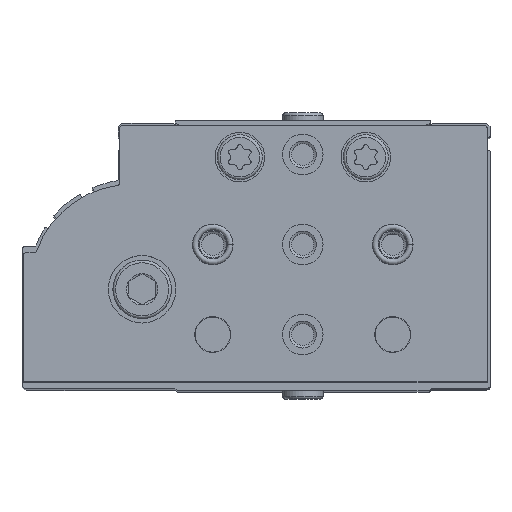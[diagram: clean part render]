
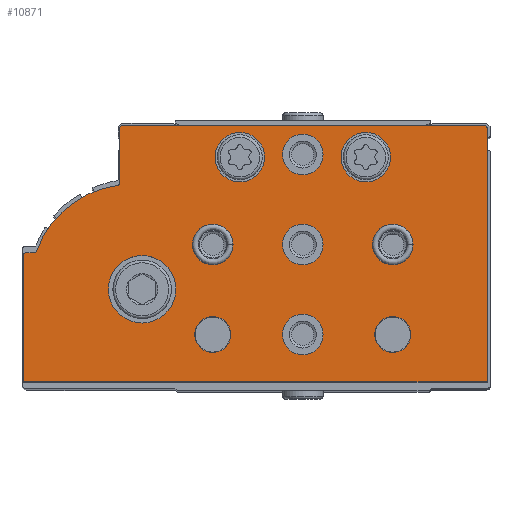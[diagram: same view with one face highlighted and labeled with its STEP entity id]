
A CAD part, top view. The second image highlights one B-rep face of the part: STEP entity #10871.
In plain terms, the highlighted face is planar.
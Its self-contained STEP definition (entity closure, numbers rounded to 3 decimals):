
#1114=LINE('',#18475,#1955);
#1116=LINE('',#18479,#1957);
#1118=LINE('',#18483,#1959);
#1121=LINE('',#18491,#1962);
#1126=LINE('',#18507,#1967);
#1129=LINE('',#18515,#1970);
#1955=VECTOR('',#14945,1000.);
#1957=VECTOR('',#14949,1000.);
#1959=VECTOR('',#14953,1000.);
#1962=VECTOR('',#14962,1000.);
#1967=VECTOR('',#14981,1000.);
#1970=VECTOR('',#14990,1000.);
#4225=ORIENTED_EDGE('',*,*,#6168,.T.);
#4226=ORIENTED_EDGE('',*,*,#6169,.T.);
#4227=ORIENTED_EDGE('',*,*,#6170,.T.);
#4228=ORIENTED_EDGE('',*,*,#6171,.T.);
#4229=ORIENTED_EDGE('',*,*,#6172,.T.);
#4230=ORIENTED_EDGE('',*,*,#6173,.T.);
#4231=ORIENTED_EDGE('',*,*,#6174,.T.);
#4232=ORIENTED_EDGE('',*,*,#6175,.T.);
#4233=ORIENTED_EDGE('',*,*,#6176,.T.);
#4234=ORIENTED_EDGE('',*,*,#6177,.T.);
#4235=ORIENTED_EDGE('',*,*,#6143,.F.);
#4236=ORIENTED_EDGE('',*,*,#6166,.F.);
#4237=ORIENTED_EDGE('',*,*,#6164,.F.);
#4238=ORIENTED_EDGE('',*,*,#6162,.F.);
#4239=ORIENTED_EDGE('',*,*,#6160,.T.);
#4240=ORIENTED_EDGE('',*,*,#6158,.F.);
#4241=ORIENTED_EDGE('',*,*,#6156,.T.);
#4242=ORIENTED_EDGE('',*,*,#6154,.F.);
#4243=ORIENTED_EDGE('',*,*,#6152,.F.);
#4244=ORIENTED_EDGE('',*,*,#6150,.F.);
#4245=ORIENTED_EDGE('',*,*,#6148,.F.);
#4246=ORIENTED_EDGE('',*,*,#6146,.F.);
#6143=EDGE_CURVE('',#7333,#7334,#7983,.T.);
#6146=EDGE_CURVE('',#7334,#7335,#1114,.T.);
#6148=EDGE_CURVE('',#7335,#7336,#1116,.T.);
#6150=EDGE_CURVE('',#7336,#7337,#1118,.T.);
#6152=EDGE_CURVE('',#7337,#7338,#7984,.T.);
#6154=EDGE_CURVE('',#7338,#7339,#1121,.T.);
#6156=EDGE_CURVE('',#7340,#7339,#7985,.T.);
#6158=EDGE_CURVE('',#7340,#7341,#7986,.T.);
#6160=EDGE_CURVE('',#7342,#7341,#7987,.T.);
#6162=EDGE_CURVE('',#7342,#7343,#1126,.T.);
#6164=EDGE_CURVE('',#7343,#7344,#7988,.T.);
#6166=EDGE_CURVE('',#7344,#7333,#1129,.T.);
#6168=EDGE_CURVE('',#7345,#7345,#7989,.T.);
#6169=EDGE_CURVE('',#7346,#7346,#7990,.T.);
#6170=EDGE_CURVE('',#7347,#7347,#7991,.T.);
#6171=EDGE_CURVE('',#7348,#7348,#7992,.T.);
#6172=EDGE_CURVE('',#7349,#7349,#7993,.T.);
#6173=EDGE_CURVE('',#7350,#7350,#7994,.T.);
#6174=EDGE_CURVE('',#7351,#7351,#7995,.T.);
#6175=EDGE_CURVE('',#7352,#7352,#7996,.T.);
#6176=EDGE_CURVE('',#7353,#7353,#7997,.T.);
#6177=EDGE_CURVE('',#7354,#7354,#7998,.T.);
#7333=VERTEX_POINT('',#18470);
#7334=VERTEX_POINT('',#18471);
#7335=VERTEX_POINT('',#18476);
#7336=VERTEX_POINT('',#18480);
#7337=VERTEX_POINT('',#18484);
#7338=VERTEX_POINT('',#18488);
#7339=VERTEX_POINT('',#18492);
#7340=VERTEX_POINT('',#18496);
#7341=VERTEX_POINT('',#18500);
#7342=VERTEX_POINT('',#18504);
#7343=VERTEX_POINT('',#18508);
#7344=VERTEX_POINT('',#18512);
#7345=VERTEX_POINT('',#18519);
#7346=VERTEX_POINT('',#18521);
#7347=VERTEX_POINT('',#18523);
#7348=VERTEX_POINT('',#18525);
#7349=VERTEX_POINT('',#18527);
#7350=VERTEX_POINT('',#18529);
#7351=VERTEX_POINT('',#18531);
#7352=VERTEX_POINT('',#18533);
#7353=VERTEX_POINT('',#18535);
#7354=VERTEX_POINT('',#18537);
#7983=CIRCLE('',#12203,0.5);
#7984=CIRCLE('',#12208,0.5);
#7985=CIRCLE('',#12211,0.5);
#7986=CIRCLE('',#12213,22.5);
#7987=CIRCLE('',#12215,0.5);
#7988=CIRCLE('',#12218,0.5);
#7989=CIRCLE('',#12221,7.5);
#7990=CIRCLE('',#12222,4.5);
#7991=CIRCLE('',#12223,5.5);
#7992=CIRCLE('',#12224,5.5);
#7993=CIRCLE('',#12225,4.5);
#7994=CIRCLE('',#12226,4.5);
#7995=CIRCLE('',#12227,4.5);
#7996=CIRCLE('',#12228,4.);
#7997=CIRCLE('',#12229,4.5);
#7998=CIRCLE('',#12230,4.);
#8794=EDGE_LOOP('',(#4225));
#8795=EDGE_LOOP('',(#4226));
#8796=EDGE_LOOP('',(#4227));
#8797=EDGE_LOOP('',(#4228));
#8798=EDGE_LOOP('',(#4229));
#8799=EDGE_LOOP('',(#4230));
#8800=EDGE_LOOP('',(#4231));
#8801=EDGE_LOOP('',(#4232));
#8802=EDGE_LOOP('',(#4233));
#8803=EDGE_LOOP('',(#4234));
#8804=EDGE_LOOP('',(#4235,#4236,#4237,#4238,#4239,#4240,#4241,#4242,#4243,
#4244,#4245,#4246));
#9748=FACE_BOUND('',#8794,.T.);
#9749=FACE_BOUND('',#8795,.T.);
#9750=FACE_BOUND('',#8796,.T.);
#9751=FACE_BOUND('',#8797,.T.);
#9752=FACE_BOUND('',#8798,.T.);
#9753=FACE_BOUND('',#8799,.T.);
#9754=FACE_BOUND('',#8800,.T.);
#9755=FACE_BOUND('',#8801,.T.);
#9756=FACE_BOUND('',#8802,.T.);
#9757=FACE_BOUND('',#8803,.T.);
#9758=FACE_BOUND('',#8804,.T.);
#10341=PLANE('',#12220);
#10871=ADVANCED_FACE('',(#9748,#9749,#9750,#9751,#9752,#9753,#9754,#9755,
#9756,#9757,#9758),#10341,.F.);
#12203=AXIS2_PLACEMENT_3D('',#18469,#14939,#14940);
#12208=AXIS2_PLACEMENT_3D('',#18487,#14957,#14958);
#12211=AXIS2_PLACEMENT_3D('',#18495,#14966,#14967);
#12213=AXIS2_PLACEMENT_3D('',#18499,#14971,#14972);
#12215=AXIS2_PLACEMENT_3D('',#18503,#14976,#14977);
#12218=AXIS2_PLACEMENT_3D('',#18511,#14985,#14986);
#12220=AXIS2_PLACEMENT_3D('',#18517,#14992,#14993);
#12221=AXIS2_PLACEMENT_3D('',#18518,#14994,#14995);
#12222=AXIS2_PLACEMENT_3D('',#18520,#14996,#14997);
#12223=AXIS2_PLACEMENT_3D('',#18522,#14998,#14999);
#12224=AXIS2_PLACEMENT_3D('',#18524,#15000,#15001);
#12225=AXIS2_PLACEMENT_3D('',#18526,#15002,#15003);
#12226=AXIS2_PLACEMENT_3D('',#18528,#15004,#15005);
#12227=AXIS2_PLACEMENT_3D('',#18530,#15006,#15007);
#12228=AXIS2_PLACEMENT_3D('',#18532,#15008,#15009);
#12229=AXIS2_PLACEMENT_3D('',#18534,#15010,#15011);
#12230=AXIS2_PLACEMENT_3D('',#18536,#15012,#15013);
#14939=DIRECTION('',(0.,0.,1.));
#14940=DIRECTION('',(1.,0.,0.));
#14945=DIRECTION('',(0.,-1.,0.));
#14949=DIRECTION('',(1.,0.,0.));
#14953=DIRECTION('',(0.,1.,0.));
#14957=DIRECTION('',(0.,0.,1.));
#14958=DIRECTION('',(1.,0.,0.));
#14962=DIRECTION('',(-1.,0.,0.));
#14966=DIRECTION('',(0.,0.,1.));
#14967=DIRECTION('',(1.,0.,0.));
#14971=DIRECTION('',(0.,0.,1.));
#14972=DIRECTION('',(1.,0.,0.));
#14976=DIRECTION('',(0.,0.,1.));
#14977=DIRECTION('',(1.,0.,0.));
#14981=DIRECTION('',(0.,1.,0.));
#14985=DIRECTION('',(0.,0.,1.));
#14986=DIRECTION('',(1.,0.,0.));
#14990=DIRECTION('',(-1.,0.,0.));
#14992=DIRECTION('',(0.,0.,1.));
#14993=DIRECTION('',(1.,0.,0.));
#14994=DIRECTION('',(0.,0.,1.));
#14995=DIRECTION('',(1.,0.,0.));
#14996=DIRECTION('',(0.,0.,1.));
#14997=DIRECTION('',(1.,0.,0.));
#14998=DIRECTION('',(0.,0.,1.));
#14999=DIRECTION('',(1.,0.,0.));
#15000=DIRECTION('',(0.,0.,1.));
#15001=DIRECTION('',(1.,0.,0.));
#15002=DIRECTION('',(0.,0.,1.));
#15003=DIRECTION('',(1.,0.,0.));
#15004=DIRECTION('',(0.,0.,1.));
#15005=DIRECTION('',(1.,0.,0.));
#15006=DIRECTION('',(0.,0.,1.));
#15007=DIRECTION('',(1.,0.,0.));
#15008=DIRECTION('',(0.,0.,1.));
#15009=DIRECTION('',(1.,0.,0.));
#15010=DIRECTION('',(0.,0.,1.));
#15011=DIRECTION('',(1.,0.,0.));
#15012=DIRECTION('',(0.,0.,1.));
#15013=DIRECTION('',(1.,0.,0.));
#18469=CARTESIAN_POINT('',(0.5,56.5,0.));
#18470=CARTESIAN_POINT('',(0.5,57.,0.));
#18471=CARTESIAN_POINT('',(0.,56.5,0.));
#18475=CARTESIAN_POINT('',(0.,56.5,0.));
#18476=CARTESIAN_POINT('',(0.,0.,0.));
#18479=CARTESIAN_POINT('',(0.,0.,0.));
#18480=CARTESIAN_POINT('',(103.,0.,0.));
#18483=CARTESIAN_POINT('',(103.,0.,0.));
#18484=CARTESIAN_POINT('',(103.,28.2,0.));
#18487=CARTESIAN_POINT('',(102.5,28.2,0.));
#18488=CARTESIAN_POINT('',(102.5,28.7,0.));
#18491=CARTESIAN_POINT('',(102.5,28.7,0.));
#18492=CARTESIAN_POINT('',(100.637,28.7,0.));
#18495=CARTESIAN_POINT('',(100.637,29.2,0.));
#18496=CARTESIAN_POINT('',(100.167,29.03,0.));
#18499=CARTESIAN_POINT('',(79.,21.4,0.));
#18500=CARTESIAN_POINT('',(82.033,43.695,0.));
#18503=CARTESIAN_POINT('',(82.1,44.19,0.));
#18504=CARTESIAN_POINT('',(81.6,44.19,0.));
#18507=CARTESIAN_POINT('',(81.6,44.19,0.));
#18508=CARTESIAN_POINT('',(81.6,56.5,0.));
#18511=CARTESIAN_POINT('',(81.1,56.5,0.));
#18512=CARTESIAN_POINT('',(81.1,57.,0.));
#18515=CARTESIAN_POINT('',(81.1,57.,0.));
#18517=CARTESIAN_POINT('',(0.5,56.5,0.));
#18518=CARTESIAN_POINT('',(76.65,20.6,0.));
#18519=CARTESIAN_POINT('',(84.15,20.6,0.));
#18520=CARTESIAN_POINT('',(40.95,50.55,0.));
#18521=CARTESIAN_POINT('',(45.45,50.55,0.));
#18522=CARTESIAN_POINT('',(54.95,49.95,0.));
#18523=CARTESIAN_POINT('',(60.45,49.95,0.));
#18524=CARTESIAN_POINT('',(26.95,49.95,0.));
#18525=CARTESIAN_POINT('',(32.45,49.95,0.));
#18526=CARTESIAN_POINT('',(60.95,30.55,0.));
#18527=CARTESIAN_POINT('',(65.45,30.55,0.));
#18528=CARTESIAN_POINT('',(40.95,30.55,0.));
#18529=CARTESIAN_POINT('',(45.45,30.55,0.));
#18530=CARTESIAN_POINT('',(20.95,30.55,0.));
#18531=CARTESIAN_POINT('',(25.45,30.55,0.));
#18532=CARTESIAN_POINT('',(60.95,10.55,0.));
#18533=CARTESIAN_POINT('',(64.95,10.55,0.));
#18534=CARTESIAN_POINT('',(40.95,10.55,0.));
#18535=CARTESIAN_POINT('',(45.45,10.55,0.));
#18536=CARTESIAN_POINT('',(20.95,10.55,0.));
#18537=CARTESIAN_POINT('',(24.95,10.55,0.));
